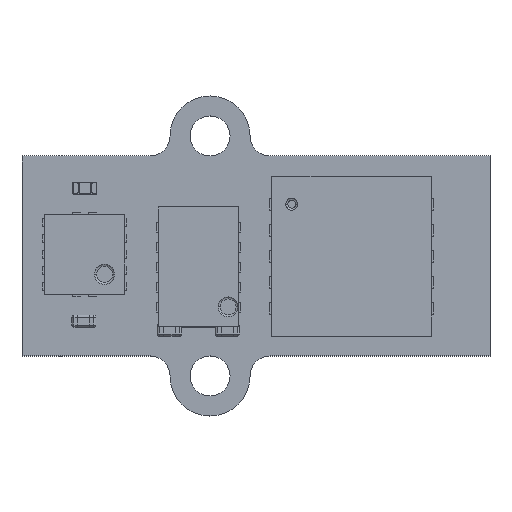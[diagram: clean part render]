
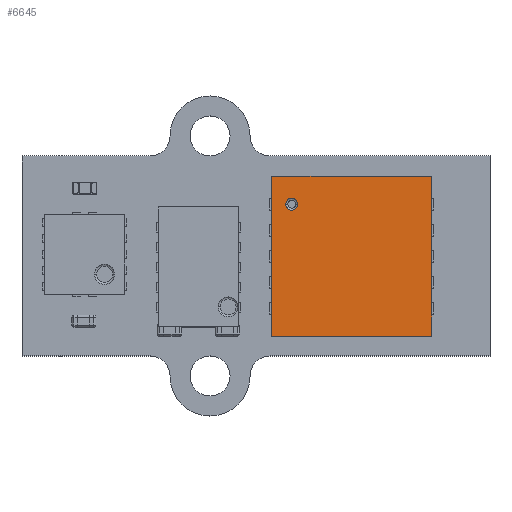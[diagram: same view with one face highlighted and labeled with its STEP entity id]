
A CAD part, top view. The second image highlights one B-rep face of the part: STEP entity #6645.
In plain terms, the highlighted face is planar.
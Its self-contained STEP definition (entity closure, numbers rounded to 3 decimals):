
#6219 = TOROIDAL_SURFACE('',#6220,0.1,0.05);
#6220 = AXIS2_PLACEMENT_3D('',#6221,#6222,#6223);
#6221 = CARTESIAN_POINT('',(-1.3,0.8,1.5));
#6222 = DIRECTION('',(0.,1.,0.));
#6223 = DIRECTION('',(0.,0.,1.));
#6246 = TOROIDAL_SURFACE('',#6247,0.1,0.05);
#6247 = AXIS2_PLACEMENT_3D('',#6248,#6249,#6250);
#6248 = CARTESIAN_POINT('',(-1.3,0.8,1.5));
#6249 = DIRECTION('',(0.,1.,0.));
#6250 = DIRECTION('',(0.,0.,1.));
#6262 = VERTEX_POINT('',#6263);
#6263 = CARTESIAN_POINT('',(-1.3,0.8,1.65));
#6285 = EDGE_CURVE('',#6286,#6262,#6288,.T.);
#6286 = VERTEX_POINT('',#6287);
#6287 = CARTESIAN_POINT('',(-1.3,0.8,1.35));
#6288 = SURFACE_CURVE('',#6289,(#6294,#6301),.PCURVE_S1.);
#6289 = CIRCLE('',#6290,0.15);
#6290 = AXIS2_PLACEMENT_3D('',#6291,#6292,#6293);
#6291 = CARTESIAN_POINT('',(-1.3,0.8,1.5));
#6292 = DIRECTION('',(0.,1.,0.));
#6293 = DIRECTION('',(0.,0.,1.));
#6294 = PCURVE('',#6246,#6295);
#6295 = DEFINITIONAL_REPRESENTATION('',(#6296),#6300);
#6296 = LINE('',#6297,#6298);
#6297 = CARTESIAN_POINT('',(0.,6.283));
#6298 = VECTOR('',#6299,1.);
#6299 = DIRECTION('',(1.,0.));
#6300 = ( GEOMETRIC_REPRESENTATION_CONTEXT(2) 
PARAMETRIC_REPRESENTATION_CONTEXT() REPRESENTATION_CONTEXT('2D SPACE',''
  ) );
#6301 = PCURVE('',#6302,#6307);
#6302 = PLANE('',#6303);
#6303 = AXIS2_PLACEMENT_3D('',#6304,#6305,#6306);
#6304 = CARTESIAN_POINT('',(0.,0.8,0.));
#6305 = DIRECTION('',(0.,1.,0.));
#6306 = DIRECTION('',(0.,0.,1.));
#6307 = DEFINITIONAL_REPRESENTATION('',(#6308),#6312);
#6308 = CIRCLE('',#6309,0.15);
#6309 = AXIS2_PLACEMENT_2D('',#6310,#6311);
#6310 = CARTESIAN_POINT('',(1.5,-1.3));
#6311 = DIRECTION('',(1.,0.));
#6312 = ( GEOMETRIC_REPRESENTATION_CONTEXT(2) 
PARAMETRIC_REPRESENTATION_CONTEXT() REPRESENTATION_CONTEXT('2D SPACE',''
  ) );
#6341 = VERTEX_POINT('',#6342);
#6342 = CARTESIAN_POINT('',(-2.,0.8,-2.));
#6351 = PLANE('',#6352);
#6352 = AXIS2_PLACEMENT_3D('',#6353,#6354,#6355);
#6353 = CARTESIAN_POINT('',(-2.,0.8,2.));
#6354 = DIRECTION('',(1.,0.,0.));
#6355 = DIRECTION('',(0.,0.,-1.));
#6363 = PLANE('',#6364);
#6364 = AXIS2_PLACEMENT_3D('',#6365,#6366,#6367);
#6365 = CARTESIAN_POINT('',(2.,0.8,-2.));
#6366 = DIRECTION('',(0.,0.,1.));
#6367 = DIRECTION('',(1.,0.,0.));
#6375 = EDGE_CURVE('',#6341,#6376,#6378,.T.);
#6376 = VERTEX_POINT('',#6377);
#6377 = CARTESIAN_POINT('',(-2.,0.8,2.));
#6378 = SURFACE_CURVE('',#6379,(#6383,#6390),.PCURVE_S1.);
#6379 = LINE('',#6380,#6381);
#6380 = CARTESIAN_POINT('',(-2.,0.8,2.));
#6381 = VECTOR('',#6382,1.);
#6382 = DIRECTION('',(0.,0.,1.));
#6383 = PCURVE('',#6351,#6384);
#6384 = DEFINITIONAL_REPRESENTATION('',(#6385),#6389);
#6385 = LINE('',#6386,#6387);
#6386 = CARTESIAN_POINT('',(0.,0.));
#6387 = VECTOR('',#6388,1.);
#6388 = DIRECTION('',(-1.,0.));
#6389 = ( GEOMETRIC_REPRESENTATION_CONTEXT(2) 
PARAMETRIC_REPRESENTATION_CONTEXT() REPRESENTATION_CONTEXT('2D SPACE',''
  ) );
#6390 = PCURVE('',#6302,#6391);
#6391 = DEFINITIONAL_REPRESENTATION('',(#6392),#6396);
#6392 = LINE('',#6393,#6394);
#6393 = CARTESIAN_POINT('',(2.,-2.));
#6394 = VECTOR('',#6395,1.);
#6395 = DIRECTION('',(1.,0.));
#6396 = ( GEOMETRIC_REPRESENTATION_CONTEXT(2) 
PARAMETRIC_REPRESENTATION_CONTEXT() REPRESENTATION_CONTEXT('2D SPACE',''
  ) );
#6414 = PLANE('',#6415);
#6415 = AXIS2_PLACEMENT_3D('',#6416,#6417,#6418);
#6416 = CARTESIAN_POINT('',(2.,0.8,2.));
#6417 = DIRECTION('',(0.,0.,-1.));
#6418 = DIRECTION('',(-1.,0.,0.));
#6456 = EDGE_CURVE('',#6376,#6457,#6459,.T.);
#6457 = VERTEX_POINT('',#6458);
#6458 = CARTESIAN_POINT('',(2.,0.8,2.));
#6459 = SURFACE_CURVE('',#6460,(#6464,#6471),.PCURVE_S1.);
#6460 = LINE('',#6461,#6462);
#6461 = CARTESIAN_POINT('',(2.,0.8,2.));
#6462 = VECTOR('',#6463,1.);
#6463 = DIRECTION('',(1.,0.,0.));
#6464 = PCURVE('',#6414,#6465);
#6465 = DEFINITIONAL_REPRESENTATION('',(#6466),#6470);
#6466 = LINE('',#6467,#6468);
#6467 = CARTESIAN_POINT('',(0.,0.));
#6468 = VECTOR('',#6469,1.);
#6469 = DIRECTION('',(-1.,0.));
#6470 = ( GEOMETRIC_REPRESENTATION_CONTEXT(2) 
PARAMETRIC_REPRESENTATION_CONTEXT() REPRESENTATION_CONTEXT('2D SPACE',''
  ) );
#6471 = PCURVE('',#6302,#6472);
#6472 = DEFINITIONAL_REPRESENTATION('',(#6473),#6477);
#6473 = LINE('',#6474,#6475);
#6474 = CARTESIAN_POINT('',(2.,2.));
#6475 = VECTOR('',#6476,1.);
#6476 = DIRECTION('',(0.,1.));
#6477 = ( GEOMETRIC_REPRESENTATION_CONTEXT(2) 
PARAMETRIC_REPRESENTATION_CONTEXT() REPRESENTATION_CONTEXT('2D SPACE',''
  ) );
#6495 = PLANE('',#6496);
#6496 = AXIS2_PLACEMENT_3D('',#6497,#6498,#6499);
#6497 = CARTESIAN_POINT('',(2.,0.8,2.));
#6498 = DIRECTION('',(-1.,0.,0.));
#6499 = DIRECTION('',(0.,0.,1.));
#6532 = EDGE_CURVE('',#6457,#6533,#6535,.T.);
#6533 = VERTEX_POINT('',#6534);
#6534 = CARTESIAN_POINT('',(2.,0.8,-2.));
#6535 = SURFACE_CURVE('',#6536,(#6540,#6547),.PCURVE_S1.);
#6536 = LINE('',#6537,#6538);
#6537 = CARTESIAN_POINT('',(2.,0.8,2.));
#6538 = VECTOR('',#6539,1.);
#6539 = DIRECTION('',(0.,0.,-1.));
#6540 = PCURVE('',#6495,#6541);
#6541 = DEFINITIONAL_REPRESENTATION('',(#6542),#6546);
#6542 = LINE('',#6543,#6544);
#6543 = CARTESIAN_POINT('',(0.,0.));
#6544 = VECTOR('',#6545,1.);
#6545 = DIRECTION('',(-1.,0.));
#6546 = ( GEOMETRIC_REPRESENTATION_CONTEXT(2) 
PARAMETRIC_REPRESENTATION_CONTEXT() REPRESENTATION_CONTEXT('2D SPACE',''
  ) );
#6547 = PCURVE('',#6302,#6548);
#6548 = DEFINITIONAL_REPRESENTATION('',(#6549),#6553);
#6549 = LINE('',#6550,#6551);
#6550 = CARTESIAN_POINT('',(2.,2.));
#6551 = VECTOR('',#6552,1.);
#6552 = DIRECTION('',(-1.,0.));
#6553 = ( GEOMETRIC_REPRESENTATION_CONTEXT(2) 
PARAMETRIC_REPRESENTATION_CONTEXT() REPRESENTATION_CONTEXT('2D SPACE',''
  ) );
#6624 = EDGE_CURVE('',#6533,#6341,#6625,.T.);
#6625 = SURFACE_CURVE('',#6626,(#6630,#6637),.PCURVE_S1.);
#6626 = LINE('',#6627,#6628);
#6627 = CARTESIAN_POINT('',(2.,0.8,-2.));
#6628 = VECTOR('',#6629,1.);
#6629 = DIRECTION('',(-1.,0.,0.));
#6630 = PCURVE('',#6363,#6631);
#6631 = DEFINITIONAL_REPRESENTATION('',(#6632),#6636);
#6632 = LINE('',#6633,#6634);
#6633 = CARTESIAN_POINT('',(0.,0.));
#6634 = VECTOR('',#6635,1.);
#6635 = DIRECTION('',(-1.,0.));
#6636 = ( GEOMETRIC_REPRESENTATION_CONTEXT(2) 
PARAMETRIC_REPRESENTATION_CONTEXT() REPRESENTATION_CONTEXT('2D SPACE',''
  ) );
#6637 = PCURVE('',#6302,#6638);
#6638 = DEFINITIONAL_REPRESENTATION('',(#6639),#6643);
#6639 = LINE('',#6640,#6641);
#6640 = CARTESIAN_POINT('',(-2.,2.));
#6641 = VECTOR('',#6642,1.);
#6642 = DIRECTION('',(0.,-1.));
#6643 = ( GEOMETRIC_REPRESENTATION_CONTEXT(2) 
PARAMETRIC_REPRESENTATION_CONTEXT() REPRESENTATION_CONTEXT('2D SPACE',''
  ) );
#6645 = ADVANCED_FACE('',(#6646,#6671),#6302,.T.);
#6646 = FACE_BOUND('',#6647,.T.);
#6647 = EDGE_LOOP('',(#6648,#6670));
#6648 = ORIENTED_EDGE('',*,*,#6649,.F.);
#6649 = EDGE_CURVE('',#6262,#6286,#6650,.T.);
#6650 = SURFACE_CURVE('',#6651,(#6656,#6663),.PCURVE_S1.);
#6651 = CIRCLE('',#6652,0.15);
#6652 = AXIS2_PLACEMENT_3D('',#6653,#6654,#6655);
#6653 = CARTESIAN_POINT('',(-1.3,0.8,1.5));
#6654 = DIRECTION('',(0.,1.,0.));
#6655 = DIRECTION('',(0.,0.,1.));
#6656 = PCURVE('',#6302,#6657);
#6657 = DEFINITIONAL_REPRESENTATION('',(#6658),#6662);
#6658 = CIRCLE('',#6659,0.15);
#6659 = AXIS2_PLACEMENT_2D('',#6660,#6661);
#6660 = CARTESIAN_POINT('',(1.5,-1.3));
#6661 = DIRECTION('',(1.,0.));
#6662 = ( GEOMETRIC_REPRESENTATION_CONTEXT(2) 
PARAMETRIC_REPRESENTATION_CONTEXT() REPRESENTATION_CONTEXT('2D SPACE',''
  ) );
#6663 = PCURVE('',#6219,#6664);
#6664 = DEFINITIONAL_REPRESENTATION('',(#6665),#6669);
#6665 = LINE('',#6666,#6667);
#6666 = CARTESIAN_POINT('',(0.,6.283));
#6667 = VECTOR('',#6668,1.);
#6668 = DIRECTION('',(1.,0.));
#6669 = ( GEOMETRIC_REPRESENTATION_CONTEXT(2) 
PARAMETRIC_REPRESENTATION_CONTEXT() REPRESENTATION_CONTEXT('2D SPACE',''
  ) );
#6670 = ORIENTED_EDGE('',*,*,#6285,.F.);
#6671 = FACE_BOUND('',#6672,.T.);
#6672 = EDGE_LOOP('',(#6673,#6674,#6675,#6676));
#6673 = ORIENTED_EDGE('',*,*,#6375,.T.);
#6674 = ORIENTED_EDGE('',*,*,#6456,.T.);
#6675 = ORIENTED_EDGE('',*,*,#6532,.T.);
#6676 = ORIENTED_EDGE('',*,*,#6624,.T.);
